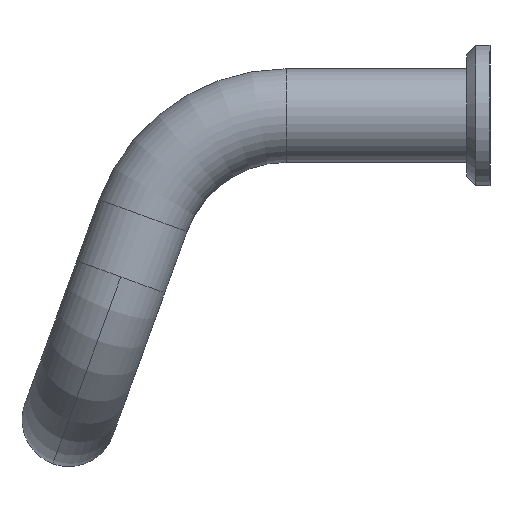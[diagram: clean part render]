
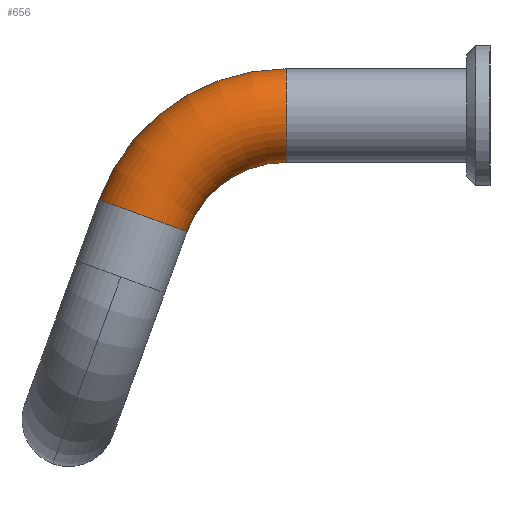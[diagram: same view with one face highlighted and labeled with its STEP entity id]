
A CAD part, left-side view. The second image highlights one B-rep face of the part: STEP entity #656.
In plain terms, the highlighted toroidal (fillet/blend) face has major radius 13 mm and minor radius 4 mm.
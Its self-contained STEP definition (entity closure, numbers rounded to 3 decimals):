
#133=FACE_OUTER_BOUND('',#175,.T.);
#175=EDGE_LOOP('',(#494,#495,#496,#497));
#211=CIRCLE('',#714,17.);
#213=CIRCLE('',#716,9.);
#240=CIRCLE('',#761,4.);
#242=CIRCLE('',#764,4.);
#270=VERTEX_POINT('',#1062);
#271=VERTEX_POINT('',#1063);
#272=VERTEX_POINT('',#1065);
#273=VERTEX_POINT('',#1067);
#325=EDGE_CURVE('',#270,#272,#211,.T.);
#327=EDGE_CURVE('',#271,#273,#213,.T.);
#384=EDGE_CURVE('',#273,#272,#240,.T.);
#386=EDGE_CURVE('',#271,#270,#242,.T.);
#494=ORIENTED_EDGE('',*,*,#325,.F.);
#495=ORIENTED_EDGE('',*,*,#386,.F.);
#496=ORIENTED_EDGE('',*,*,#327,.T.);
#497=ORIENTED_EDGE('',*,*,#384,.T.);
#588=TOROIDAL_SURFACE('',#763,13.,4.);
#656=ADVANCED_FACE('',(#133),#588,.T.);
#714=AXIS2_PLACEMENT_3D('',#1066,#832,#833);
#716=AXIS2_PLACEMENT_3D('',#1069,#836,#837);
#761=AXIS2_PLACEMENT_3D('',#1184,#956,#957);
#763=AXIS2_PLACEMENT_3D('',#1186,#960,#961);
#764=AXIS2_PLACEMENT_3D('',#1187,#962,#963);
#832=DIRECTION('center_axis',(1.,0.,0.));
#833=DIRECTION('ref_axis',(0.,0.,-1.));
#836=DIRECTION('center_axis',(1.,0.,0.));
#837=DIRECTION('ref_axis',(0.,0.,-1.));
#956=DIRECTION('center_axis',(0.,1.,0.));
#957=DIRECTION('ref_axis',(-0.94,0.,-0.342));
#960=DIRECTION('center_axis',(1.,0.,0.));
#961=DIRECTION('ref_axis',(0.,0.,-1.));
#962=DIRECTION('center_axis',(0.,0.342,-0.94));
#963=DIRECTION('ref_axis',(-0.94,-0.321,-0.117));
#1062=CARTESIAN_POINT('',(-32.,33.409,-7.186));
#1063=CARTESIAN_POINT('',(-32.,25.891,-9.922));
#1065=CARTESIAN_POINT('',(-32.,17.434,4.));
#1066=CARTESIAN_POINT('Origin',(-32.,17.434,-13.));
#1067=CARTESIAN_POINT('',(-32.,17.434,-4.));
#1069=CARTESIAN_POINT('Origin',(-32.,17.434,-13.));
#1184=CARTESIAN_POINT('Origin',(-32.,17.434,0.));
#1186=CARTESIAN_POINT('Origin',(-32.,17.434,-13.));
#1187=CARTESIAN_POINT('Origin',(-32.,29.65,-8.554));
